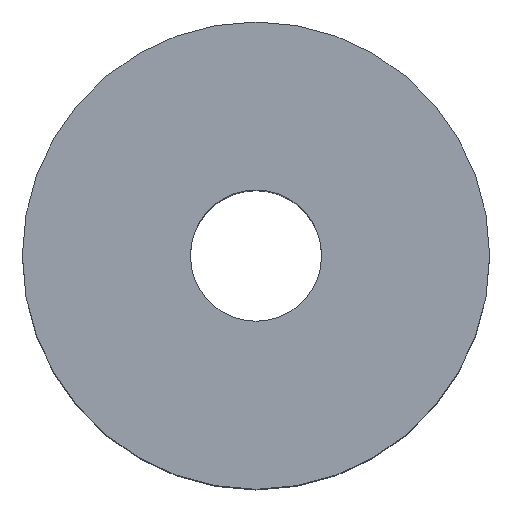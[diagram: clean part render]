
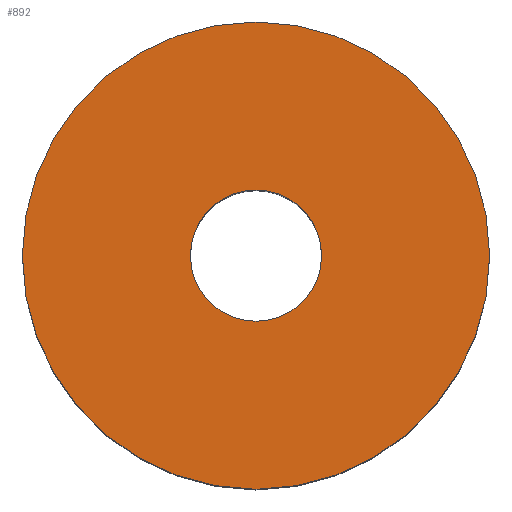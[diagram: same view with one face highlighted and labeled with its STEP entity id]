
A CAD part, top view. The second image highlights one B-rep face of the part: STEP entity #892.
In plain terms, the highlighted planar face has unit normal (0, 0, 1).
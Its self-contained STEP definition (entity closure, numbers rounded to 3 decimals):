
#17=FACE_BOUND('',#136,.T.);
#41=PLANE('',#996);
#86=FACE_OUTER_BOUND('',#135,.T.);
#135=EDGE_LOOP('',(#775));
#136=EDGE_LOOP('',(#776));
#350=CIRCLE('',#997,8.9);
#351=CIRCLE('',#998,2.5);
#436=VERTEX_POINT('',#1526);
#437=VERTEX_POINT('',#1528);
#563=EDGE_CURVE('',#436,#436,#350,.T.);
#564=EDGE_CURVE('',#437,#437,#351,.T.);
#775=ORIENTED_EDGE('',*,*,#563,.T.);
#776=ORIENTED_EDGE('',*,*,#564,.T.);
#892=ADVANCED_FACE('',(#86,#17),#41,.T.);
#996=AXIS2_PLACEMENT_3D('',#1525,#1258,#1259);
#997=AXIS2_PLACEMENT_3D('',#1527,#1260,#1261);
#998=AXIS2_PLACEMENT_3D('',#1529,#1262,#1263);
#1258=DIRECTION('center_axis',(0.,0.,1.));
#1259=DIRECTION('ref_axis',(1.,0.,0.));
#1260=DIRECTION('center_axis',(0.,0.,1.));
#1261=DIRECTION('ref_axis',(1.,0.,0.));
#1262=DIRECTION('center_axis',(0.,0.,-1.));
#1263=DIRECTION('ref_axis',(1.,0.,0.));
#1525=CARTESIAN_POINT('Origin',(0.,0.,16.));
#1526=CARTESIAN_POINT('',(-8.9,0.,16.));
#1527=CARTESIAN_POINT('Origin',(0.,0.,16.));
#1528=CARTESIAN_POINT('',(-2.5,0.,16.));
#1529=CARTESIAN_POINT('Origin',(0.,0.,16.));
